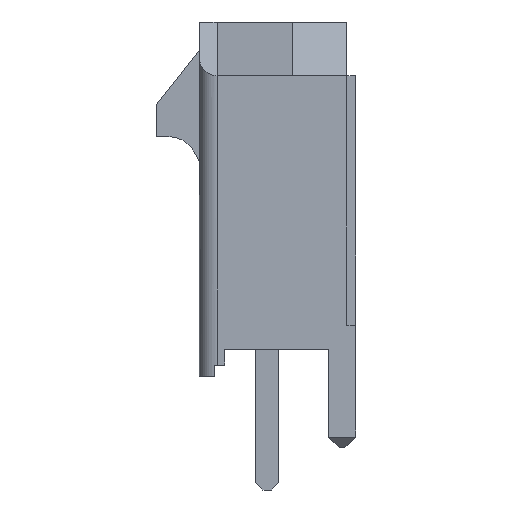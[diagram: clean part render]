
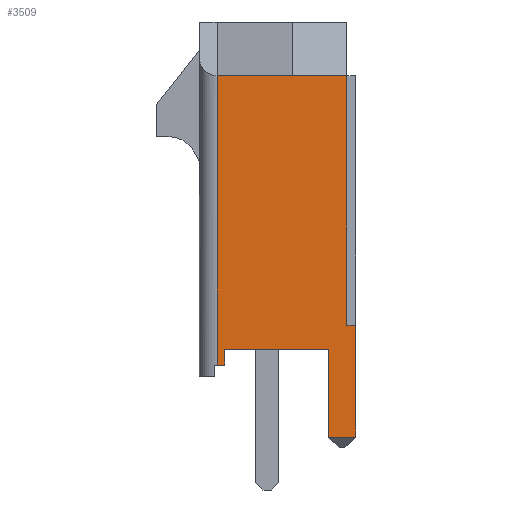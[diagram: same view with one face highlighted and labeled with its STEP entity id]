
A CAD part, left-side view. The second image highlights one B-rep face of the part: STEP entity #3509.
In plain terms, the highlighted planar face has unit normal (-1, 0, 0).
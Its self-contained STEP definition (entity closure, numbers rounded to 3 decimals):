
#467 = EDGE_CURVE ( 'NONE', #6433, #14959, #14896, .T. ) ;
#476 = LINE ( 'NONE', #3871, #15851 ) ;
#985 = VECTOR ( 'NONE', #6493, 1000. ) ;
#1202 = EDGE_CURVE ( 'NONE', #18302, #6433, #6386, .T. ) ;
#1261 = DIRECTION ( 'NONE',  ( 0., -1., 0. ) ) ;
#1423 = EDGE_CURVE ( 'NONE', #3553, #18302, #476, .T. ) ;
#1876 = VECTOR ( 'NONE', #6715, 1000. ) ;
#2015 = EDGE_CURVE ( 'NONE', #9014, #12289, #6202, .T. ) ;
#2334 = EDGE_CURVE ( 'NONE', #11435, #12289, #11438, .T. ) ;
#3308 = ORIENTED_EDGE ( 'NONE', *, *, #9863, .F. ) ;
#3509 = ADVANCED_FACE ( 'NONE', ( #20847 ), #13882, .F. ) ;
#3553 = VERTEX_POINT ( 'NONE', #21183 ) ;
#3871 = CARTESIAN_POINT ( 'NONE',  ( -7.825, 1.182, 0.75 ) ) ;
#4266 = DIRECTION ( 'NONE',  ( 0., 1., 0. ) ) ;
#4567 = ORIENTED_EDGE ( 'NONE', *, *, #13857, .T. ) ;
#4925 = CARTESIAN_POINT ( 'NONE',  ( -7.825, 1.466, 0.31 ) ) ;
#6165 = LINE ( 'NONE', #4925, #985 ) ;
#6202 = LINE ( 'NONE', #17969, #13544 ) ;
#6386 = LINE ( 'NONE', #18165, #6571 ) ;
#6433 = VERTEX_POINT ( 'NONE', #14160 ) ;
#6493 = DIRECTION ( 'NONE',  ( 0., -1., 0. ) ) ;
#6571 = VECTOR ( 'NONE', #19963, 1000. ) ;
#6608 = CARTESIAN_POINT ( 'NONE',  ( -7.825, -2.47, -1.7 ) ) ;
#6715 = DIRECTION ( 'NONE',  ( 0., 0., -1. ) ) ;
#6883 = LINE ( 'NONE', #11904, #19836 ) ;
#6980 = EDGE_CURVE ( 'NONE', #20809, #21790, #6165, .T. ) ;
#7040 = ORIENTED_EDGE ( 'NONE', *, *, #6980, .T. ) ;
#7282 = CARTESIAN_POINT ( 'NONE',  ( -7.825, 1.9, 9.9 ) ) ;
#7735 = ORIENTED_EDGE ( 'NONE', *, *, #467, .T. ) ;
#7983 = CARTESIAN_POINT ( 'NONE',  ( -7.825, 1.182, 0.31 ) ) ;
#8281 = CARTESIAN_POINT ( 'NONE',  ( -7.825, -2.47, -1.7 ) ) ;
#8531 = ORIENTED_EDGE ( 'NONE', *, *, #19831, .T. ) ;
#9014 = VERTEX_POINT ( 'NONE', #19929 ) ;
#9540 = AXIS2_PLACEMENT_3D ( 'NONE', #7282, #10393, #20975 ) ;
#9675 = ORIENTED_EDGE ( 'NONE', *, *, #1423, .T. ) ;
#9863 = EDGE_CURVE ( 'NONE', #9014, #14959, #15222, .T. ) ;
#9954 = CARTESIAN_POINT ( 'NONE',  ( -7.825, 1.4, 9.9 ) ) ;
#10393 = DIRECTION ( 'NONE',  ( 1., 0., 0. ) ) ;
#10693 = ORIENTED_EDGE ( 'NONE', *, *, #2015, .T. ) ;
#11403 = LINE ( 'NONE', #7983, #13327 ) ;
#11435 = VERTEX_POINT ( 'NONE', #19553 ) ;
#11438 = LINE ( 'NONE', #12705, #14967 ) ;
#11720 = CARTESIAN_POINT ( 'NONE',  ( -7.825, -1.715, 0.75 ) ) ;
#11904 = CARTESIAN_POINT ( 'NONE',  ( -7.825, 1.4, 8.4 ) ) ;
#12289 = VERTEX_POINT ( 'NONE', #20147 ) ;
#12315 = CARTESIAN_POINT ( 'NONE',  ( -7.825, 1.182, 0.31 ) ) ;
#12705 = CARTESIAN_POINT ( 'NONE',  ( -7.825, -2.22, 8.4 ) ) ;
#12902 = VERTEX_POINT ( 'NONE', #15442 ) ;
#12963 = VECTOR ( 'NONE', #13091, 1000. ) ;
#13091 = DIRECTION ( 'NONE',  ( 0., -1., 0. ) ) ;
#13272 = CARTESIAN_POINT ( 'NONE',  ( -7.825, -0.7, 8.4 ) ) ;
#13327 = VECTOR ( 'NONE', #21348, 1000. ) ;
#13461 = CARTESIAN_POINT ( 'NONE',  ( -7.825, 1.4, 0.31 ) ) ;
#13544 = VECTOR ( 'NONE', #4266, 1000. ) ;
#13857 = EDGE_CURVE ( 'NONE', #11435, #18453, #19509, .T. ) ;
#13882 = PLANE ( 'NONE',  #9540 ) ;
#14160 = CARTESIAN_POINT ( 'NONE',  ( -7.825, -1.715, -1.7 ) ) ;
#14430 = DIRECTION ( 'NONE',  ( 0., 1., 0. ) ) ;
#14625 = ORIENTED_EDGE ( 'NONE', *, *, #2334, .F. ) ;
#14896 = LINE ( 'NONE', #8281, #12963 ) ;
#14959 = VERTEX_POINT ( 'NONE', #6608 ) ;
#14967 = VECTOR ( 'NONE', #18114, 1000. ) ;
#15222 = LINE ( 'NONE', #22083, #1876 ) ;
#15412 = ORIENTED_EDGE ( 'NONE', *, *, #1202, .T. ) ;
#15442 = CARTESIAN_POINT ( 'NONE',  ( -7.825, 1.4, 8.4 ) ) ;
#15851 = VECTOR ( 'NONE', #20968, 1000. ) ;
#16725 = ORIENTED_EDGE ( 'NONE', *, *, #20705, .T. ) ;
#17969 = CARTESIAN_POINT ( 'NONE',  ( -7.825, -9.462, 1.425 ) ) ;
#18114 = DIRECTION ( 'NONE',  ( 0., 0., -1. ) ) ;
#18165 = CARTESIAN_POINT ( 'NONE',  ( -7.825, -1.715, 0.31 ) ) ;
#18302 = VERTEX_POINT ( 'NONE', #11720 ) ;
#18453 = VERTEX_POINT ( 'NONE', #13272 ) ;
#18537 = LINE ( 'NONE', #9954, #20476 ) ;
#19509 = LINE ( 'NONE', #21515, #20524 ) ;
#19553 = CARTESIAN_POINT ( 'NONE',  ( -7.825, -2.22, 8.4 ) ) ;
#19831 = EDGE_CURVE ( 'NONE', #12902, #20809, #18537, .T. ) ;
#19836 = VECTOR ( 'NONE', #1261, 1000. ) ;
#19929 = CARTESIAN_POINT ( 'NONE',  ( -7.825, -2.47, 1.425 ) ) ;
#19963 = DIRECTION ( 'NONE',  ( 0., 0., -1. ) ) ;
#20147 = CARTESIAN_POINT ( 'NONE',  ( -7.825, -2.22, 1.425 ) ) ;
#20425 = DIRECTION ( 'NONE',  ( 0., 0., -1. ) ) ;
#20451 = ORIENTED_EDGE ( 'NONE', *, *, #22187, .F. ) ;
#20476 = VECTOR ( 'NONE', #20425, 1000. ) ;
#20524 = VECTOR ( 'NONE', #14430, 1000. ) ;
#20705 = EDGE_CURVE ( 'NONE', #21790, #3553, #11403, .T. ) ;
#20809 = VERTEX_POINT ( 'NONE', #13461 ) ;
#20847 = FACE_OUTER_BOUND ( 'NONE', #22152, .T. ) ;
#20968 = DIRECTION ( 'NONE',  ( 0., -1., 0. ) ) ;
#20975 = DIRECTION ( 'NONE',  ( 0., 0., -1. ) ) ;
#21183 = CARTESIAN_POINT ( 'NONE',  ( -7.825, 1.182, 0.75 ) ) ;
#21348 = DIRECTION ( 'NONE',  ( 0., 0., 1. ) ) ;
#21515 = CARTESIAN_POINT ( 'NONE',  ( -7.825, -2.47, 8.4 ) ) ;
#21790 = VERTEX_POINT ( 'NONE', #12315 ) ;
#22083 = CARTESIAN_POINT ( 'NONE',  ( -7.825, -2.47, 9.9 ) ) ;
#22152 = EDGE_LOOP ( 'NONE', ( #20451, #8531, #7040, #16725, #9675, #15412, #7735, #3308, #10693, #14625, #4567 ) ) ;
#22187 = EDGE_CURVE ( 'NONE', #12902, #18453, #6883, .T. ) ;
